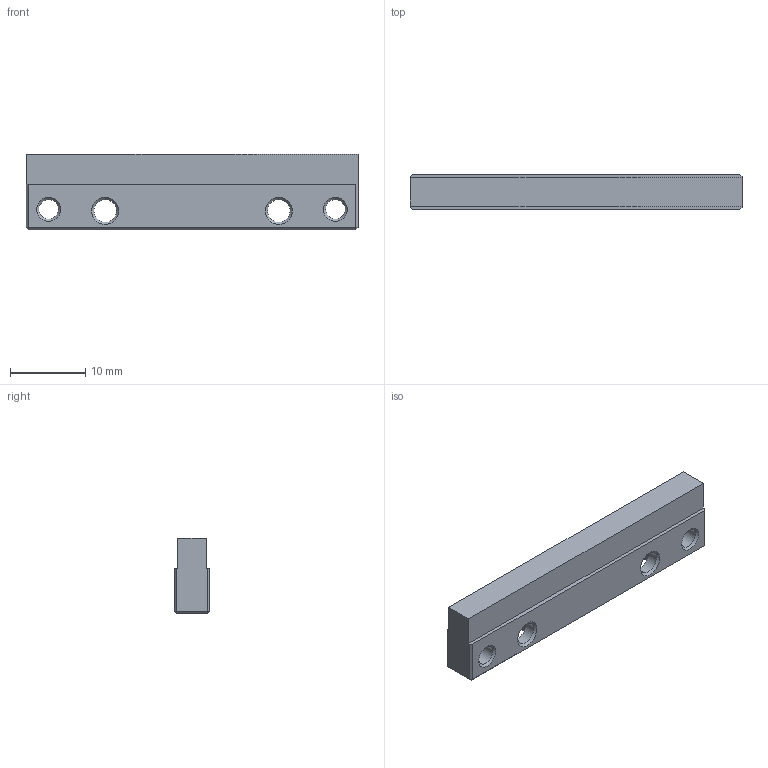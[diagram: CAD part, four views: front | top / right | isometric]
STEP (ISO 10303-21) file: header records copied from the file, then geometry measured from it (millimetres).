
FILE_DESCRIPTION(/* description */ (''),/* implementation_level */ '2;1');
FILE_NAME(/* name */ 'A-9417-2207_LARGE RGH TO IC ADAPTOR BRACKET NARROW.stp',/* time_stamp */ '2021-05-24T08:57:25+01:00',/* author */ (''),/* organization */ (''),/* preprocessor_version */ 'ST-DEVELOPER v16.7',/* originating_system */ 'SIEMENS PLM Software NX 1946',/* authorisation */ '');
FILE_SCHEMA (('AUTOMOTIVE_DESIGN { 1 0 10303 214 3 1 1 1 }'));
Length unit declared in the file: millimetre
Products named in the file (1): M-9417-2203-03-B_LARGE RGH TO IC ADAPTOR BRACKET NARROW
Bounding box: 44 x 4.75 x 10 mm (x, y, z)
Volume: 1680.5 mm3; surface area: 1461.7 mm2
Topology: 1 solids, 1 shells, 48 faces, 114 edges, 68 vertices
Faces by surface type: plane 34, cone 8, cylinder 6
Full cylindrical faces by diameter (mm): 2.6 x2, 3 x2
Entity records: 1318 total; most frequent: DIRECTION 220, CARTESIAN_POINT 217, ORIENTED_EDGE 204, EDGE_CURVE 102, LINE 82, VECTOR 82, AXIS2_PLACEMENT_3D 69, EDGE_LOOP 66
